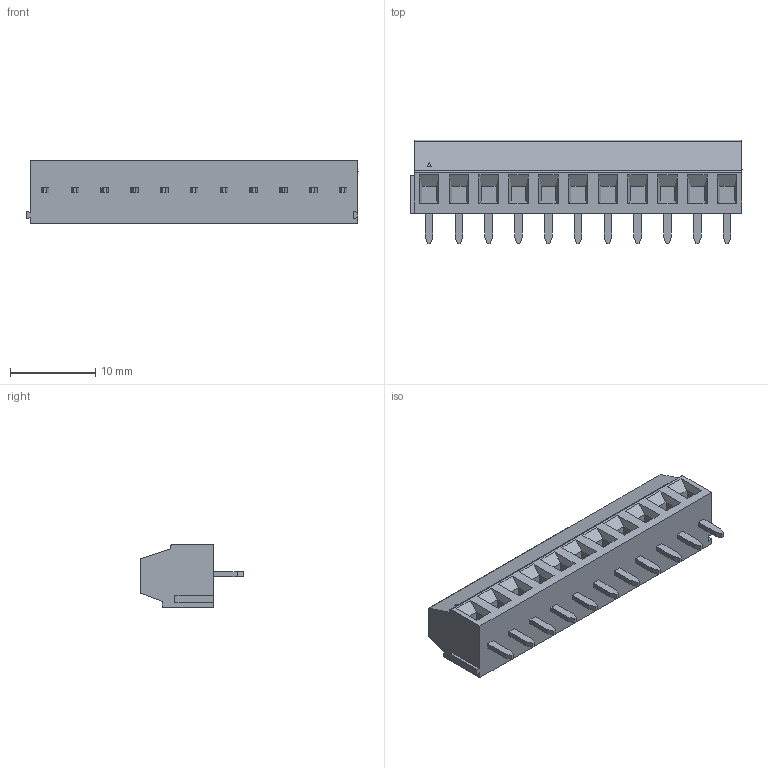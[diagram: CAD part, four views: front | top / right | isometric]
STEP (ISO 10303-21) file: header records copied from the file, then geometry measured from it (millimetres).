
FILE_DESCRIPTION (( 'STEP AP214' ), '1' );
FILE_NAME ('DG381-3.5-11P-14-00AH.STEP', '2021-01-07T17:41:02', ( '' ), ( '' ), 'SwSTEP 2.0', 'SolidWorks 2020', '' );
FILE_SCHEMA (( 'AUTOMOTIVE_DESIGN' ));
Length unit declared in the file: millimetre
Products named in the file (1): DG381-3.5-11P-14-00AH
Bounding box: 39 x 12.2 x 7.4 mm (x, y, z)
Volume: 1866.8 mm3; surface area: 2184.9 mm2
Topology: 1 solids, 1 shells, 863 faces, 2208 edges, 1417 vertices
Faces by surface type: plane 536, bspline 203, cylinder 69, torus 55
Entity records: 41988 total; most frequent: CARTESIAN_POINT 16136, ORIENTED_EDGE 4416, DIRECTION 3416, EDGE_CURVE 2208, VECTOR 1466, LINE 1466, VERTEX_POINT 1417, AXIS2_PLACEMENT_3D 975
